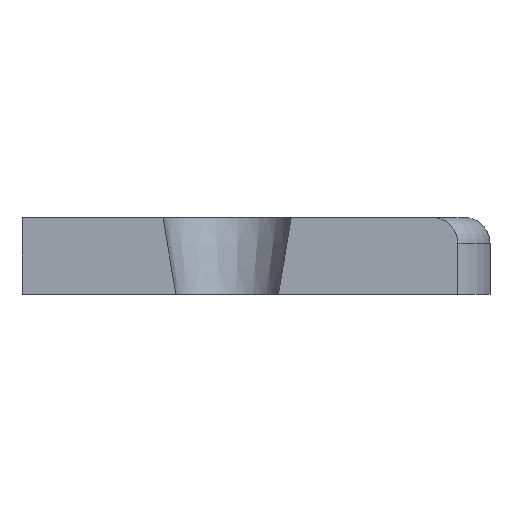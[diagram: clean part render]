
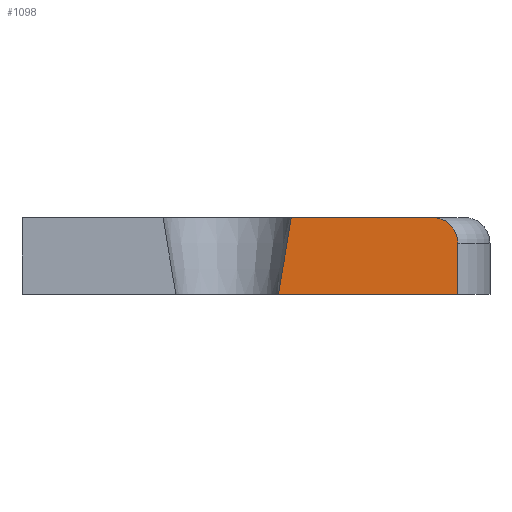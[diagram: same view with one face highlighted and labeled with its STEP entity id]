
A CAD part, left-side view. The second image highlights one B-rep face of the part: STEP entity #1098.
In plain terms, the highlighted planar face has unit normal (-1, 0, 0).
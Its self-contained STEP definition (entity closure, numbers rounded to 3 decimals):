
#27=PLANE('',#1205);
#92=LINE('',#1729,#209);
#100=LINE('',#1748,#217);
#102=LINE('',#1754,#219);
#103=LINE('',#1755,#220);
#209=VECTOR('',#1376,10.);
#217=VECTOR('',#1394,10.);
#219=VECTOR('',#1400,10.);
#220=VECTOR('',#1401,10.);
#327=FACE_OUTER_BOUND('',#391,.T.);
#391=EDGE_LOOP('',(#844,#845,#846,#847,#848));
#442=CIRCLE('',#1162,2.);
#486=VERTEX_POINT('',#1609);
#487=VERTEX_POINT('',#1610);
#532=VERTEX_POINT('',#1727);
#538=VERTEX_POINT('',#1747);
#540=VERTEX_POINT('',#1753);
#589=EDGE_CURVE('',#486,#487,#442,.T.);
#645=EDGE_CURVE('',#532,#486,#92,.T.);
#654=EDGE_CURVE('',#538,#532,#100,.T.);
#657=EDGE_CURVE('',#540,#538,#102,.T.);
#658=EDGE_CURVE('',#540,#487,#103,.T.);
#844=ORIENTED_EDGE('',*,*,#589,.F.);
#845=ORIENTED_EDGE('',*,*,#645,.F.);
#846=ORIENTED_EDGE('',*,*,#654,.F.);
#847=ORIENTED_EDGE('',*,*,#657,.F.);
#848=ORIENTED_EDGE('',*,*,#658,.T.);
#1098=ADVANCED_FACE('',(#327),#27,.T.);
#1162=AXIS2_PLACEMENT_3D('',#1611,#1274,#1275);
#1205=AXIS2_PLACEMENT_3D('',#1752,#1398,#1399);
#1274=DIRECTION('center_axis',(1.,0.,0.));
#1275=DIRECTION('ref_axis',(0.,-1.,0.));
#1376=DIRECTION('',(0.,-1.,0.));
#1394=DIRECTION('',(0.,-0.164,0.986));
#1398=DIRECTION('center_axis',(-1.,0.,0.));
#1399=DIRECTION('ref_axis',(0.,-1.,0.));
#1400=DIRECTION('',(0.,1.,0.));
#1401=DIRECTION('',(0.,0.,1.));
#1609=CARTESIAN_POINT('',(-120.,-32.,6.));
#1610=CARTESIAN_POINT('',(-120.,-34.,4.));
#1611=CARTESIAN_POINT('Origin',(-120.,-32.,4.));
#1727=CARTESIAN_POINT('',(-120.,-21.,6.));
#1729=CARTESIAN_POINT('',(-120.,-2.5,6.));
#1747=CARTESIAN_POINT('',(-120.,-20.,0.));
#1748=CARTESIAN_POINT('',(-120.,-20.5,3.));
#1752=CARTESIAN_POINT('Origin',(-120.,0.,0.));
#1753=CARTESIAN_POINT('',(-120.,-34.,0.));
#1754=CARTESIAN_POINT('',(-120.,-2.5,0.));
#1755=CARTESIAN_POINT('',(-120.,-34.,0.));
